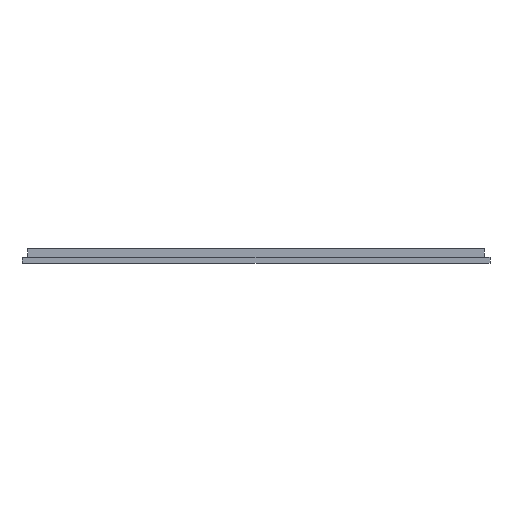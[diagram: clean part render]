
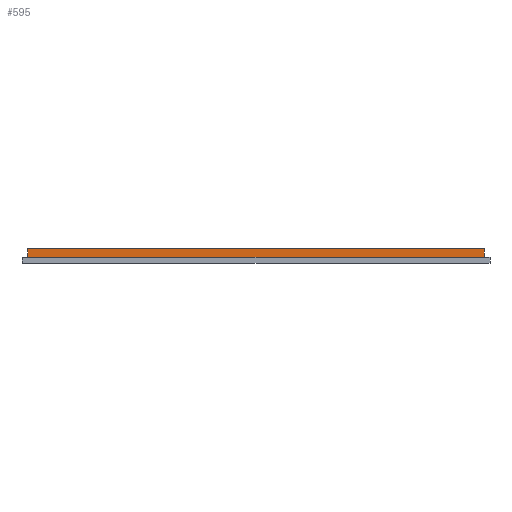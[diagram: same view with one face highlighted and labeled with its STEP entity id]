
A CAD part, front view. The second image highlights one B-rep face of the part: STEP entity #595.
In plain terms, the highlighted planar face has unit normal (0, -1, 0).
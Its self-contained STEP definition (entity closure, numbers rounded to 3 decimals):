
#126 = PLANE('',#127);
#127 = AXIS2_PLACEMENT_3D('',#128,#129,#130);
#128 = CARTESIAN_POINT('',(-0.8,-0.3,0.8));
#129 = DIRECTION('',(0.,0.,1.));
#130 = DIRECTION('',(1.,0.,0.));
#243 = VERTEX_POINT('',#244);
#244 = CARTESIAN_POINT('',(62.,0.,0.8));
#270 = EDGE_CURVE('',#271,#243,#273,.T.);
#271 = VERTEX_POINT('',#272);
#272 = CARTESIAN_POINT('',(0.,0.,0.8));
#273 = SURFACE_CURVE('',#274,(#278,#285),.PCURVE_S1.);
#274 = LINE('',#275,#276);
#275 = CARTESIAN_POINT('',(-0.8,0.,0.8));
#276 = VECTOR('',#277,1.);
#277 = DIRECTION('',(1.,0.,0.));
#278 = PCURVE('',#126,#279);
#279 = DEFINITIONAL_REPRESENTATION('',(#280),#284);
#280 = LINE('',#281,#282);
#281 = CARTESIAN_POINT('',(0.,0.3));
#282 = VECTOR('',#283,1.);
#283 = DIRECTION('',(1.,0.));
#284 = ( GEOMETRIC_REPRESENTATION_CONTEXT(2) 
PARAMETRIC_REPRESENTATION_CONTEXT() REPRESENTATION_CONTEXT('2D SPACE',''
  ) );
#285 = PCURVE('',#286,#291);
#286 = PLANE('',#287);
#287 = AXIS2_PLACEMENT_3D('',#288,#289,#290);
#288 = CARTESIAN_POINT('',(0.,0.,0.));
#289 = DIRECTION('',(0.,1.,0.));
#290 = DIRECTION('',(0.,0.,1.));
#291 = DEFINITIONAL_REPRESENTATION('',(#292),#296);
#292 = LINE('',#293,#294);
#293 = CARTESIAN_POINT('',(0.8,-0.8));
#294 = VECTOR('',#295,1.);
#295 = DIRECTION('',(0.,1.));
#296 = ( GEOMETRIC_REPRESENTATION_CONTEXT(2) 
PARAMETRIC_REPRESENTATION_CONTEXT() REPRESENTATION_CONTEXT('2D SPACE',''
  ) );
#563 = PLANE('',#564);
#564 = AXIS2_PLACEMENT_3D('',#565,#566,#567);
#565 = CARTESIAN_POINT('',(0.,0.,0.));
#566 = DIRECTION('',(1.,0.,0.));
#567 = DIRECTION('',(0.,0.,1.));
#595 = ADVANCED_FACE('',(#596),#286,.F.);
#596 = FACE_BOUND('',#597,.F.);
#597 = EDGE_LOOP('',(#598,#599,#622,#650));
#598 = ORIENTED_EDGE('',*,*,#270,.F.);
#599 = ORIENTED_EDGE('',*,*,#600,.T.);
#600 = EDGE_CURVE('',#271,#601,#603,.T.);
#601 = VERTEX_POINT('',#602);
#602 = CARTESIAN_POINT('',(0.,0.,2.));
#603 = SURFACE_CURVE('',#604,(#608,#615),.PCURVE_S1.);
#604 = LINE('',#605,#606);
#605 = CARTESIAN_POINT('',(0.,0.,0.));
#606 = VECTOR('',#607,1.);
#607 = DIRECTION('',(0.,0.,1.));
#608 = PCURVE('',#286,#609);
#609 = DEFINITIONAL_REPRESENTATION('',(#610),#614);
#610 = LINE('',#611,#612);
#611 = CARTESIAN_POINT('',(0.,0.));
#612 = VECTOR('',#613,1.);
#613 = DIRECTION('',(1.,0.));
#614 = ( GEOMETRIC_REPRESENTATION_CONTEXT(2) 
PARAMETRIC_REPRESENTATION_CONTEXT() REPRESENTATION_CONTEXT('2D SPACE',''
  ) );
#615 = PCURVE('',#563,#616);
#616 = DEFINITIONAL_REPRESENTATION('',(#617),#621);
#617 = LINE('',#618,#619);
#618 = CARTESIAN_POINT('',(0.,0.));
#619 = VECTOR('',#620,1.);
#620 = DIRECTION('',(1.,0.));
#621 = ( GEOMETRIC_REPRESENTATION_CONTEXT(2) 
PARAMETRIC_REPRESENTATION_CONTEXT() REPRESENTATION_CONTEXT('2D SPACE',''
  ) );
#622 = ORIENTED_EDGE('',*,*,#623,.T.);
#623 = EDGE_CURVE('',#601,#624,#626,.T.);
#624 = VERTEX_POINT('',#625);
#625 = CARTESIAN_POINT('',(62.,0.,2.));
#626 = SURFACE_CURVE('',#627,(#631,#638),.PCURVE_S1.);
#627 = LINE('',#628,#629);
#628 = CARTESIAN_POINT('',(0.,0.,2.));
#629 = VECTOR('',#630,1.);
#630 = DIRECTION('',(1.,0.,0.));
#631 = PCURVE('',#286,#632);
#632 = DEFINITIONAL_REPRESENTATION('',(#633),#637);
#633 = LINE('',#634,#635);
#634 = CARTESIAN_POINT('',(2.,0.));
#635 = VECTOR('',#636,1.);
#636 = DIRECTION('',(0.,1.));
#637 = ( GEOMETRIC_REPRESENTATION_CONTEXT(2) 
PARAMETRIC_REPRESENTATION_CONTEXT() REPRESENTATION_CONTEXT('2D SPACE',''
  ) );
#638 = PCURVE('',#639,#644);
#639 = PLANE('',#640);
#640 = AXIS2_PLACEMENT_3D('',#641,#642,#643);
#641 = CARTESIAN_POINT('',(0.,0.,2.));
#642 = DIRECTION('',(0.,0.,1.));
#643 = DIRECTION('',(1.,0.,0.));
#644 = DEFINITIONAL_REPRESENTATION('',(#645),#649);
#645 = LINE('',#646,#647);
#646 = CARTESIAN_POINT('',(0.,0.));
#647 = VECTOR('',#648,1.);
#648 = DIRECTION('',(1.,0.));
#649 = ( GEOMETRIC_REPRESENTATION_CONTEXT(2) 
PARAMETRIC_REPRESENTATION_CONTEXT() REPRESENTATION_CONTEXT('2D SPACE',''
  ) );
#650 = ORIENTED_EDGE('',*,*,#651,.F.);
#651 = EDGE_CURVE('',#243,#624,#652,.T.);
#652 = SURFACE_CURVE('',#653,(#657,#664),.PCURVE_S1.);
#653 = LINE('',#654,#655);
#654 = CARTESIAN_POINT('',(62.,0.,0.));
#655 = VECTOR('',#656,1.);
#656 = DIRECTION('',(0.,0.,1.));
#657 = PCURVE('',#286,#658);
#658 = DEFINITIONAL_REPRESENTATION('',(#659),#663);
#659 = LINE('',#660,#661);
#660 = CARTESIAN_POINT('',(0.,62.));
#661 = VECTOR('',#662,1.);
#662 = DIRECTION('',(1.,0.));
#663 = ( GEOMETRIC_REPRESENTATION_CONTEXT(2) 
PARAMETRIC_REPRESENTATION_CONTEXT() REPRESENTATION_CONTEXT('2D SPACE',''
  ) );
#664 = PCURVE('',#665,#670);
#665 = PLANE('',#666);
#666 = AXIS2_PLACEMENT_3D('',#667,#668,#669);
#667 = CARTESIAN_POINT('',(62.,0.,0.));
#668 = DIRECTION('',(1.,0.,0.));
#669 = DIRECTION('',(0.,0.,1.));
#670 = DEFINITIONAL_REPRESENTATION('',(#671),#675);
#671 = LINE('',#672,#673);
#672 = CARTESIAN_POINT('',(0.,0.));
#673 = VECTOR('',#674,1.);
#674 = DIRECTION('',(1.,0.));
#675 = ( GEOMETRIC_REPRESENTATION_CONTEXT(2) 
PARAMETRIC_REPRESENTATION_CONTEXT() REPRESENTATION_CONTEXT('2D SPACE',''
  ) );
